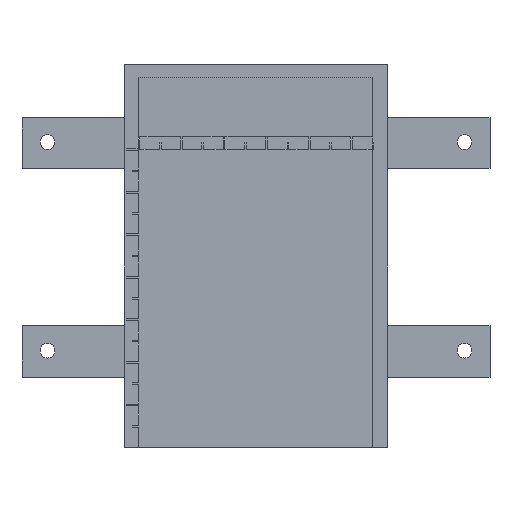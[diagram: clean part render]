
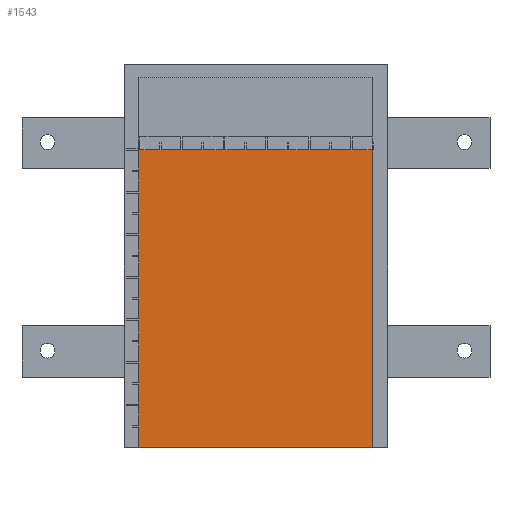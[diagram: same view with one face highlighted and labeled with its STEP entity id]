
A CAD part, top view. The second image highlights one B-rep face of the part: STEP entity #1543.
In plain terms, the highlighted planar face has unit normal (0, 0, 1).
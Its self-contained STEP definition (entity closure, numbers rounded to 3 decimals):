
#646 = VERTEX_POINT('',#647);
#647 = CARTESIAN_POINT('',(-27.5,-45.,3.5));
#653 = EDGE_CURVE('',#646,#654,#656,.T.);
#654 = VERTEX_POINT('',#655);
#655 = CARTESIAN_POINT('',(27.5,-45.,3.5));
#656 = LINE('',#657,#658);
#657 = CARTESIAN_POINT('',(-27.5,-45.,3.5));
#658 = VECTOR('',#659,1.);
#659 = DIRECTION('',(1.,0.,0.));
#1525 = EDGE_CURVE('',#654,#1526,#1528,.T.);
#1526 = VERTEX_POINT('',#1527);
#1527 = CARTESIAN_POINT('',(27.5,25.,3.5));
#1528 = LINE('',#1529,#1530);
#1529 = CARTESIAN_POINT('',(27.5,-45.,3.5));
#1530 = VECTOR('',#1531,1.);
#1531 = DIRECTION('',(0.,1.,0.));
#1543 = ADVANCED_FACE('',(#1544),#1562,.T.);
#1544 = FACE_BOUND('',#1545,.T.);
#1545 = EDGE_LOOP('',(#1546,#1554,#1560,#1561));
#1546 = ORIENTED_EDGE('',*,*,#1547,.F.);
#1547 = EDGE_CURVE('',#1548,#1526,#1550,.T.);
#1548 = VERTEX_POINT('',#1549);
#1549 = CARTESIAN_POINT('',(-27.5,25.,3.5));
#1550 = LINE('',#1551,#1552);
#1551 = CARTESIAN_POINT('',(-27.5,25.,3.5));
#1552 = VECTOR('',#1553,1.);
#1553 = DIRECTION('',(1.,0.,0.));
#1554 = ORIENTED_EDGE('',*,*,#1555,.T.);
#1555 = EDGE_CURVE('',#1548,#646,#1556,.T.);
#1556 = LINE('',#1557,#1558);
#1557 = CARTESIAN_POINT('',(-27.5,42.,3.5));
#1558 = VECTOR('',#1559,1.);
#1559 = DIRECTION('',(0.,-1.,0.));
#1560 = ORIENTED_EDGE('',*,*,#653,.T.);
#1561 = ORIENTED_EDGE('',*,*,#1525,.T.);
#1562 = PLANE('',#1563);
#1563 = AXIS2_PLACEMENT_3D('',#1564,#1565,#1566);
#1564 = CARTESIAN_POINT('',(0.,-0.576,3.5));
#1565 = DIRECTION('',(0.,0.,1.));
#1566 = DIRECTION('',(1.,0.,0.));
